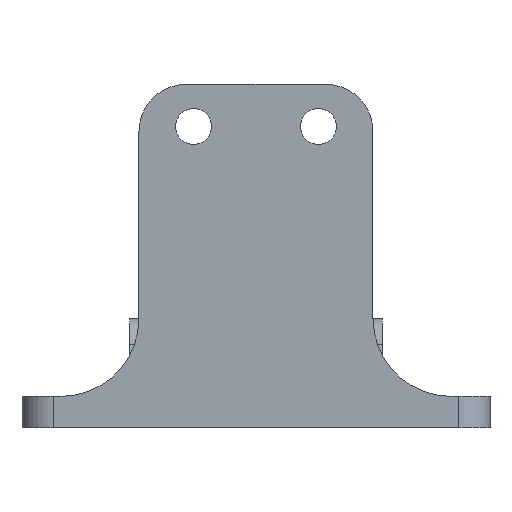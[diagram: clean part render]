
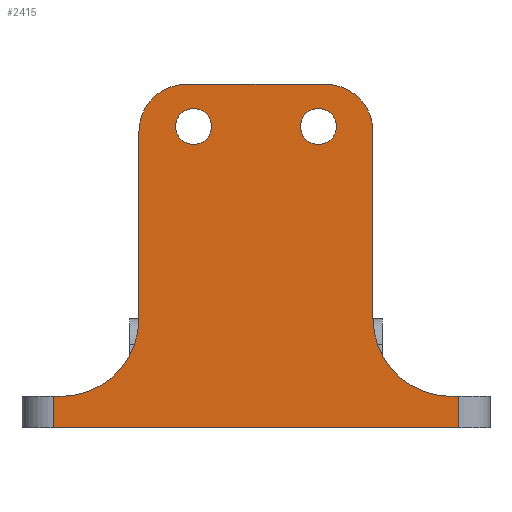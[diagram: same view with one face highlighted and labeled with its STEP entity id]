
A CAD part, front view. The second image highlights one B-rep face of the part: STEP entity #2415.
In plain terms, the highlighted planar face has unit normal (0, -1, 0).
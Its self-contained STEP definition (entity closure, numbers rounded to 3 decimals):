
#36 = LINE ( 'NONE', #922, #534 ) ;
#51 = LINE ( 'NONE', #475, #219 ) ;
#77 = EDGE_CURVE ( 'NONE', #1850, #641, #2139, .T. ) ;
#80 = CARTESIAN_POINT ( 'NONE',  ( 28., 0., 2. ) ) ;
#92 = VERTEX_POINT ( 'NONE', #846 ) ;
#98 = LINE ( 'NONE', #1870, #1220 ) ;
#111 = DIRECTION ( 'NONE',  ( 1., 0., 0. ) ) ;
#122 = VERTEX_POINT ( 'NONE', #270 ) ;
#126 = DIRECTION ( 'NONE',  ( 1., 0., 0. ) ) ;
#136 = CIRCLE ( 'NONE', #2787, 5. ) ;
#177 = CARTESIAN_POINT ( 'NONE',  ( 27.5, 0., 2. ) ) ;
#183 = CARTESIAN_POINT ( 'NONE',  ( 19.5, 0., 19. ) ) ;
#219 = VECTOR ( 'NONE', #2689, 1000. ) ;
#248 = DIRECTION ( 'NONE',  ( 0., -1., 0. ) ) ;
#255 = DIRECTION ( 'NONE',  ( 0., 0., 1. ) ) ;
#270 = CARTESIAN_POINT ( 'NONE',  ( 22.5, 0., 19. ) ) ;
#279 = DIRECTION ( 'NONE',  ( 0., 0., 1. ) ) ;
#285 = DIRECTION ( 'NONE',  ( 0., 0., -1. ) ) ;
#310 = LINE ( 'NONE', #1243, #847 ) ;
#341 = EDGE_CURVE ( 'NONE', #1621, #2814, #2165, .T. ) ;
#356 = VECTOR ( 'NONE', #279, 1000. ) ;
#393 = CARTESIAN_POINT ( 'NONE',  ( 2., 0., 0. ) ) ;
#436 = DIRECTION ( 'NONE',  ( 0., 0., 1. ) ) ;
#439 = EDGE_CURVE ( 'NONE', #2814, #1499, #631, .T. ) ;
#467 = DIRECTION ( 'NONE',  ( 0., -1., 0. ) ) ;
#475 = CARTESIAN_POINT ( 'NONE',  ( 22.5, 0., 22. ) ) ;
#491 = VECTOR ( 'NONE', #2810, 1000. ) ;
#500 = ORIENTED_EDGE ( 'NONE', *, *, #1354, .F. ) ;
#514 = ORIENTED_EDGE ( 'NONE', *, *, #742, .T. ) ;
#530 = DIRECTION ( 'NONE',  ( 0., 1., 0. ) ) ;
#534 = VECTOR ( 'NONE', #1558, 1000. ) ;
#550 = EDGE_CURVE ( 'NONE', #122, #1695, #51, .T. ) ;
#624 = EDGE_CURVE ( 'NONE', #2438, #1621, #2550, .T. ) ;
#631 = LINE ( 'NONE', #80, #356 ) ;
#641 = VERTEX_POINT ( 'NONE', #2338 ) ;
#647 = CARTESIAN_POINT ( 'NONE',  ( 0., 0., 0. ) ) ;
#693 = CIRCLE ( 'NONE', #2832, 1.15 ) ;
#718 = DIRECTION ( 'NONE',  ( 0., 0., 1. ) ) ;
#733 = CARTESIAN_POINT ( 'NONE',  ( 0., 0., 2. ) ) ;
#742 = EDGE_CURVE ( 'NONE', #122, #2758, #1574, .T. ) ;
#762 = DIRECTION ( 'NONE',  ( 0., 0., -1. ) ) ;
#781 = DIRECTION ( 'NONE',  ( 0., 0., 1. ) ) ;
#793 = CARTESIAN_POINT ( 'NONE',  ( 10.5, 0., 19. ) ) ;
#834 = CARTESIAN_POINT ( 'NONE',  ( 28., 0., 0. ) ) ;
#846 = CARTESIAN_POINT ( 'NONE',  ( 11., 0., 18.15 ) ) ;
#847 = VECTOR ( 'NONE', #126, 1000. ) ;
#901 = ORIENTED_EDGE ( 'NONE', *, *, #2132, .F. ) ;
#922 = CARTESIAN_POINT ( 'NONE',  ( 0., 0., 2. ) ) ;
#926 = EDGE_CURVE ( 'NONE', #1731, #1695, #136, .T. ) ;
#928 = DIRECTION ( 'NONE',  ( 0., 0., 1. ) ) ;
#938 = AXIS2_PLACEMENT_3D ( 'NONE', #2410, #467, #2669 ) ;
#959 = ORIENTED_EDGE ( 'NONE', *, *, #1366, .F. ) ;
#985 = CIRCLE ( 'NONE', #938, 1.15 ) ;
#1005 = VERTEX_POINT ( 'NONE', #2083 ) ;
#1019 = VERTEX_POINT ( 'NONE', #1381 ) ;
#1022 = CARTESIAN_POINT ( 'NONE',  ( 28., 0., 2. ) ) ;
#1034 = AXIS2_PLACEMENT_3D ( 'NONE', #183, #1719, #436 ) ;
#1035 = DIRECTION ( 'NONE',  ( 0., -1., 0. ) ) ;
#1046 = CARTESIAN_POINT ( 'NONE',  ( 19.5, 0., 22. ) ) ;
#1047 = VERTEX_POINT ( 'NONE', #1522 ) ;
#1157 = FACE_OUTER_BOUND ( 'NONE', #1936, .T. ) ;
#1220 = VECTOR ( 'NONE', #111, 1000. ) ;
#1239 = CARTESIAN_POINT ( 'NONE',  ( 27.5, 0., 7. ) ) ;
#1243 = CARTESIAN_POINT ( 'NONE',  ( 7.5, 0., 22. ) ) ;
#1314 = AXIS2_PLACEMENT_3D ( 'NONE', #2416, #2440, #718 ) ;
#1354 = EDGE_CURVE ( 'NONE', #2438, #641, #36, .T. ) ;
#1355 = VECTOR ( 'NONE', #285, 1000. ) ;
#1366 = EDGE_CURVE ( 'NONE', #92, #1005, #985, .T. ) ;
#1381 = CARTESIAN_POINT ( 'NONE',  ( 19., 0., 18.15 ) ) ;
#1431 = CIRCLE ( 'NONE', #2326, 3. ) ;
#1437 = ORIENTED_EDGE ( 'NONE', *, *, #2432, .F. ) ;
#1446 = LINE ( 'NONE', #2733, #1355 ) ;
#1465 = ORIENTED_EDGE ( 'NONE', *, *, #1559, .T. ) ;
#1499 = VERTEX_POINT ( 'NONE', #1022 ) ;
#1504 = ORIENTED_EDGE ( 'NONE', *, *, #341, .T. ) ;
#1522 = CARTESIAN_POINT ( 'NONE',  ( 19., 0., 20.45 ) ) ;
#1537 = FACE_BOUND ( 'NONE', #2254, .T. ) ;
#1545 = ORIENTED_EDGE ( 'NONE', *, *, #439, .T. ) ;
#1558 = DIRECTION ( 'NONE',  ( 1., 0., 0. ) ) ;
#1559 = EDGE_CURVE ( 'NONE', #2085, #2533, #1431, .T. ) ;
#1574 = CIRCLE ( 'NONE', #1034, 3. ) ;
#1605 = ORIENTED_EDGE ( 'NONE', *, *, #624, .T. ) ;
#1612 = CARTESIAN_POINT ( 'NONE',  ( 11., 0., 19.3 ) ) ;
#1621 = VERTEX_POINT ( 'NONE', #393 ) ;
#1659 = ORIENTED_EDGE ( 'NONE', *, *, #550, .F. ) ;
#1667 = AXIS2_PLACEMENT_3D ( 'NONE', #2449, #248, #2482 ) ;
#1695 = VERTEX_POINT ( 'NONE', #1782 ) ;
#1719 = DIRECTION ( 'NONE',  ( 0., -1., 0. ) ) ;
#1731 = VERTEX_POINT ( 'NONE', #177 ) ;
#1743 = ORIENTED_EDGE ( 'NONE', *, *, #2743, .F. ) ;
#1782 = CARTESIAN_POINT ( 'NONE',  ( 22.5, 0., 7. ) ) ;
#1800 = CIRCLE ( 'NONE', #1314, 1.15 ) ;
#1830 = ORIENTED_EDGE ( 'NONE', *, *, #2720, .F. ) ;
#1837 = DIRECTION ( 'NONE',  ( 0., -1., 0. ) ) ;
#1850 = VERTEX_POINT ( 'NONE', #2358 ) ;
#1858 = ORIENTED_EDGE ( 'NONE', *, *, #2489, .T. ) ;
#1861 = DIRECTION ( 'NONE',  ( 0., 0., 1. ) ) ;
#1870 = CARTESIAN_POINT ( 'NONE',  ( 0., 0., 2. ) ) ;
#1914 = CARTESIAN_POINT ( 'NONE',  ( 2.5, 0., 7. ) ) ;
#1921 = DIRECTION ( 'NONE',  ( 0., 0., -1. ) ) ;
#1936 = EDGE_LOOP ( 'NONE', ( #1659, #514, #1830, #1465, #1858, #2273, #500, #1605, #1504, #1545, #1743, #2736 ) ) ;
#2001 = CARTESIAN_POINT ( 'NONE',  ( 7.5, 0., 19. ) ) ;
#2013 = DIRECTION ( 'NONE',  ( 0., 1., 0. ) ) ;
#2023 = EDGE_LOOP ( 'NONE', ( #901, #1437 ) ) ;
#2083 = CARTESIAN_POINT ( 'NONE',  ( 11., 0., 20.45 ) ) ;
#2085 = VERTEX_POINT ( 'NONE', #2808 ) ;
#2102 = AXIS2_PLACEMENT_3D ( 'NONE', #733, #2013, #928 ) ;
#2132 = EDGE_CURVE ( 'NONE', #1019, #1047, #2285, .T. ) ;
#2139 = CIRCLE ( 'NONE', #2232, 5. ) ;
#2165 = LINE ( 'NONE', #647, #491 ) ;
#2178 = PLANE ( 'NONE',  #2102 ) ;
#2180 = ORIENTED_EDGE ( 'NONE', *, *, #2465, .F. ) ;
#2218 = DIRECTION ( 'NONE',  ( 0., 1., 0. ) ) ;
#2232 = AXIS2_PLACEMENT_3D ( 'NONE', #1914, #2218, #255 ) ;
#2254 = EDGE_LOOP ( 'NONE', ( #959, #2180 ) ) ;
#2273 = ORIENTED_EDGE ( 'NONE', *, *, #77, .T. ) ;
#2285 = CIRCLE ( 'NONE', #1667, 1.15 ) ;
#2326 = AXIS2_PLACEMENT_3D ( 'NONE', #793, #1035, #1861 ) ;
#2338 = CARTESIAN_POINT ( 'NONE',  ( 2.5, 0., 2. ) ) ;
#2354 = CARTESIAN_POINT ( 'NONE',  ( 2., 0., 2. ) ) ;
#2358 = CARTESIAN_POINT ( 'NONE',  ( 7.5, 0., 7. ) ) ;
#2410 = CARTESIAN_POINT ( 'NONE',  ( 11., 0., 19.3 ) ) ;
#2415 = ADVANCED_FACE ( 'NONE', ( #1537, #2784, #1157 ), #2178, .F. ) ;
#2416 = CARTESIAN_POINT ( 'NONE',  ( 19., 0., 19.3 ) ) ;
#2423 = VECTOR ( 'NONE', #1921, 1000. ) ;
#2432 = EDGE_CURVE ( 'NONE', #1047, #1019, #1800, .T. ) ;
#2438 = VERTEX_POINT ( 'NONE', #2455 ) ;
#2440 = DIRECTION ( 'NONE',  ( 0., -1., 0. ) ) ;
#2449 = CARTESIAN_POINT ( 'NONE',  ( 19., 0., 19.3 ) ) ;
#2455 = CARTESIAN_POINT ( 'NONE',  ( 2., 0., 2. ) ) ;
#2465 = EDGE_CURVE ( 'NONE', #1005, #92, #693, .T. ) ;
#2482 = DIRECTION ( 'NONE',  ( 0., 0., 1. ) ) ;
#2489 = EDGE_CURVE ( 'NONE', #2533, #1850, #1446, .T. ) ;
#2533 = VERTEX_POINT ( 'NONE', #2001 ) ;
#2550 = LINE ( 'NONE', #2354, #2423 ) ;
#2669 = DIRECTION ( 'NONE',  ( 0., 0., -1. ) ) ;
#2689 = DIRECTION ( 'NONE',  ( 0., 0., -1. ) ) ;
#2720 = EDGE_CURVE ( 'NONE', #2085, #2758, #310, .T. ) ;
#2733 = CARTESIAN_POINT ( 'NONE',  ( 7.5, 0., 22. ) ) ;
#2736 = ORIENTED_EDGE ( 'NONE', *, *, #926, .T. ) ;
#2743 = EDGE_CURVE ( 'NONE', #1731, #1499, #98, .T. ) ;
#2758 = VERTEX_POINT ( 'NONE', #1046 ) ;
#2784 = FACE_BOUND ( 'NONE', #2023, .T. ) ;
#2787 = AXIS2_PLACEMENT_3D ( 'NONE', #1239, #530, #781 ) ;
#2808 = CARTESIAN_POINT ( 'NONE',  ( 10.5, 0., 22. ) ) ;
#2810 = DIRECTION ( 'NONE',  ( 1., 0., 0. ) ) ;
#2814 = VERTEX_POINT ( 'NONE', #834 ) ;
#2832 = AXIS2_PLACEMENT_3D ( 'NONE', #1612, #1837, #762 ) ;
